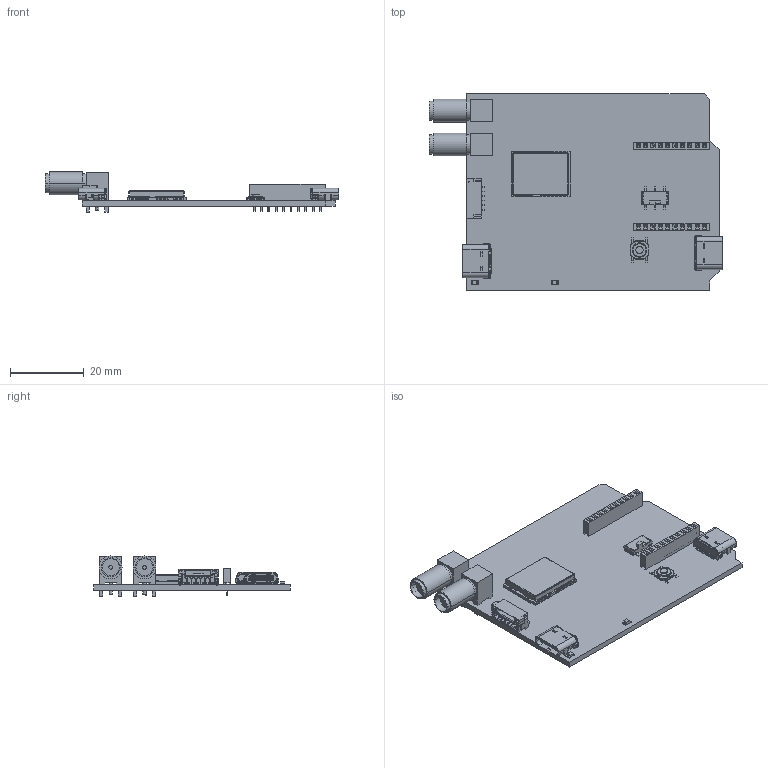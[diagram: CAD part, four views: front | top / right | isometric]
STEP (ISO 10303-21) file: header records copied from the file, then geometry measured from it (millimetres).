
FILE_DESCRIPTION (( 'STEP AP214' ), '1' );
FILE_NAME ('AS-GNSS-F10T-L1L5-NH-00-R00.STEP', '2024-05-01T21:50:40', ( '' ), ( '' ), 'SwSTEP 2.0', 'SolidWorks 2020', '' );
FILE_SCHEMA (( 'AUTOMOTIVE_DESIGN' ));
Length unit declared in the file: millimetre
Products named in the file (15): C-63-01-10-SV.stp; MMS-110-01-L-SV.stp; MMS-110-01-SV_socket.stp; AS-GNSS-F10T-L1L5-NH-00-R00; NEO-M8N-0.step; USB4105-GF-A--3DModel-STEP-56544.STEP; 0805_LED_7012X1--3DModel-STEP-1.step; simplegnss-pcb; RFBat_S01-BJPT4-11BS00.step; AYZ0202AGRLC--3DModel-STEP-56544.step; SM06B-GHS-TB(LF)(SN)--3DModel-STEP-56544.step; SMD_SWITCH_TL3342F160QG--3DModel-STEP-520916.step; USB4105.STEP
Assembly tree (19 placements, depth 3):
  AS-GNSS-F10T-L1L5-NH-00-R00
    simplegnss-pcb
    AYZ0202AGRLC--3DModel-STEP-56544.step
    MMS-110-01-L-SV.stp
      C-63-01-10-SV.stp
      MMS-110-01-SV_socket.stp
    NEO-M8N-0.step
    RFBat_S01-BJPT4-11BS00.step  x2
    SM06B-GHS-TB(LF)(SN)--3DModel-STEP-56544.step
    SMD_SWITCH_TL3342F160QG--3DModel-STEP-520916.step
    USB4105-GF-A--3DModel-STEP-56544.STEP
      USB4105.STEP
    0805_LED_7012X1--3DModel-STEP-1.step  x2
    USB4105-GF-A--3DModel-STEP-56544.STEP
      USB4105.STEP
    MMS-110-01-L-SV.stp
      C-63-01-10-SV.stp
      MMS-110-01-SV_socket.stp
Bounding box: 79.51 x 53.34 x 10.9 mm (x, y, z)
Volume: 7944 mm3; surface area: 13042.5 mm2
Topology: 153 solids, 153 shells, 3756 faces, 9789 edges, 6348 vertices
Faces by surface type: plane 3044, cylinder 634, cone 58, bspline 16, torus 4
Entity records: 74670 total; most frequent: CARTESIAN_POINT 13417, ORIENTED_EDGE 12554, DIRECTION 11873, EDGE_CURVE 6277, VECTOR 5423, LINE 5423, VERTEX_POINT 4074, AXIS2_PLACEMENT_3D 3225
